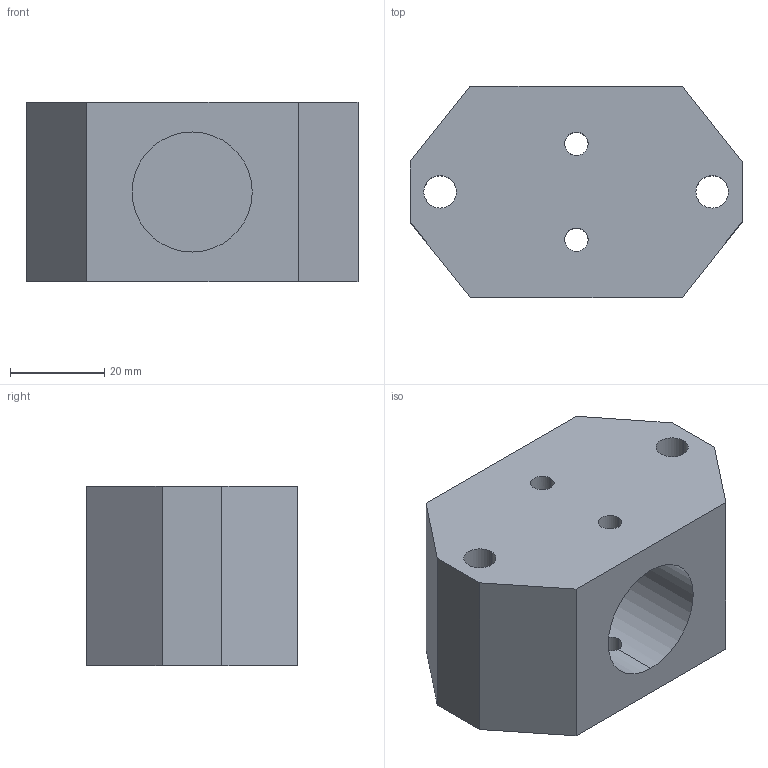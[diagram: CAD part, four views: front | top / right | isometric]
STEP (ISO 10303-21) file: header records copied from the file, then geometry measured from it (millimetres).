
FILE_DESCRIPTION (( 'STEP AP203' ), '1' );
FILE_NAME ('4400-23-P-0602 (2 piezas).STEP', '2023-02-26T22:42:54', ( '' ), ( '' ), 'SwSTEP 2.0', 'SolidWorks 2022', '' );
FILE_SCHEMA (( 'CONFIG_CONTROL_DESIGN' ));
Length unit declared in the file: inch
Products named in the file (1): 4400-23-P-0602 (2 piezas)
Bounding box: 70.42 x 44.85 x 38.1 mm (x, y, z)
Volume: 80192.2 mm3; surface area: 18105.2 mm2
Topology: 1 solids, 1 shells, 25 faces, 78 edges, 52 vertices
Faces by surface type: cylinder 14, plane 11
Entity records: 1191 total; most frequent: CARTESIAN_POINT 404, ORIENTED_EDGE 156, DIRECTION 134, EDGE_CURVE 78, VERTEX_POINT 52, AXIS2_PLACEMENT_3D 46, LINE 42, VECTOR 42
